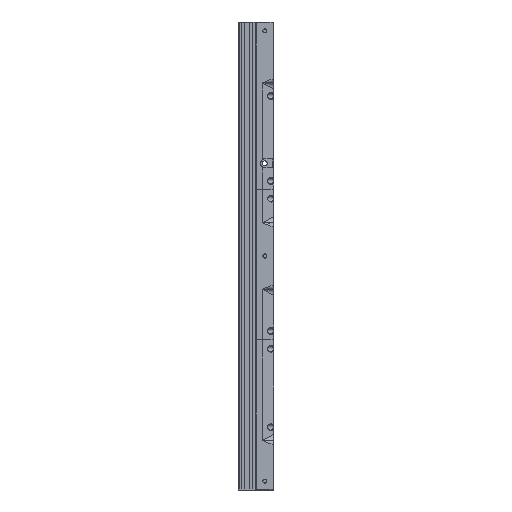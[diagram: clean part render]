
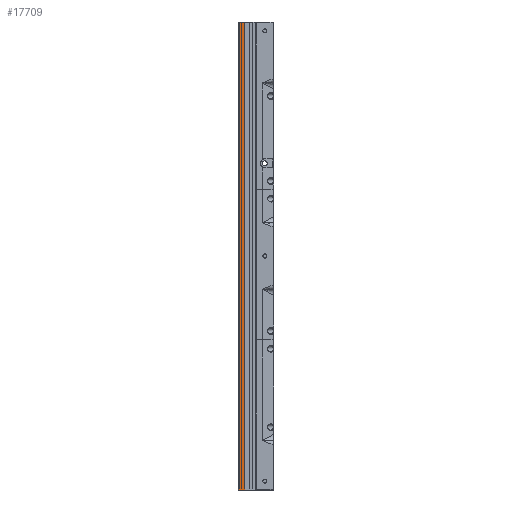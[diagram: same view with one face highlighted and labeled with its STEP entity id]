
A CAD part, left-side view. The second image highlights one B-rep face of the part: STEP entity #17709.
In plain terms, the highlighted planar face has unit normal (-1, 0, 0).
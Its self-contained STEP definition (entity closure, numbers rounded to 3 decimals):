
#627=PLANE('',#18904);
#1281=FACE_OUTER_BOUND('',#2356,.T.);
#2356=EDGE_LOOP('',(#12194,#12195,#12196,#12197));
#3570=LINE('',#25793,#5492);
#3582=LINE('',#25822,#5504);
#3583=LINE('',#25825,#5505);
#3584=LINE('',#25826,#5506);
#5492=VECTOR('',#20577,10.);
#5504=VECTOR('',#20597,10.);
#5505=VECTOR('',#20600,10.);
#5506=VECTOR('',#20601,10.);
#7882=VERTEX_POINT('',#25790);
#7883=VERTEX_POINT('',#25792);
#7895=VERTEX_POINT('',#25818);
#7897=VERTEX_POINT('',#25824);
#9520=EDGE_CURVE('',#7883,#7882,#3570,.T.);
#9535=EDGE_CURVE('',#7883,#7895,#3582,.T.);
#9536=EDGE_CURVE('',#7882,#7897,#3583,.T.);
#9537=EDGE_CURVE('',#7897,#7895,#3584,.T.);
#12194=ORIENTED_EDGE('',*,*,#9535,.F.);
#12195=ORIENTED_EDGE('',*,*,#9520,.T.);
#12196=ORIENTED_EDGE('',*,*,#9536,.T.);
#12197=ORIENTED_EDGE('',*,*,#9537,.T.);
#17709=ADVANCED_FACE('',(#1281),#627,.T.);
#18904=AXIS2_PLACEMENT_3D('',#25823,#20598,#20599);
#20577=DIRECTION('',(0.,-1.,0.));
#20597=DIRECTION('',(0.,0.,1.));
#20598=DIRECTION('center_axis',(-1.,0.,0.));
#20599=DIRECTION('ref_axis',(0.,-1.,0.));
#20600=DIRECTION('',(0.,0.,1.));
#20601=DIRECTION('',(0.,1.,0.));
#25790=CARTESIAN_POINT('',(-255.,13.,-265.));
#25792=CARTESIAN_POINT('',(-255.,19.,-265.));
#25793=CARTESIAN_POINT('',(-255.,11.5,-265.));
#25818=CARTESIAN_POINT('',(-255.,19.,265.));
#25822=CARTESIAN_POINT('',(-255.,19.,0.));
#25823=CARTESIAN_POINT('Origin',(-255.,20.,0.));
#25824=CARTESIAN_POINT('',(-255.,13.,265.));
#25825=CARTESIAN_POINT('',(-255.,13.,0.));
#25826=CARTESIAN_POINT('',(-255.,15.,265.));
